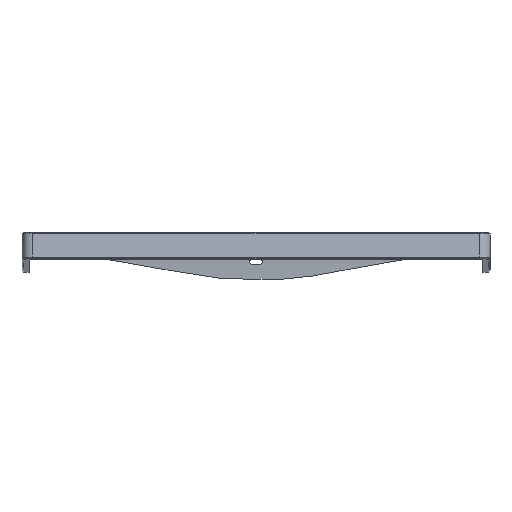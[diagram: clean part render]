
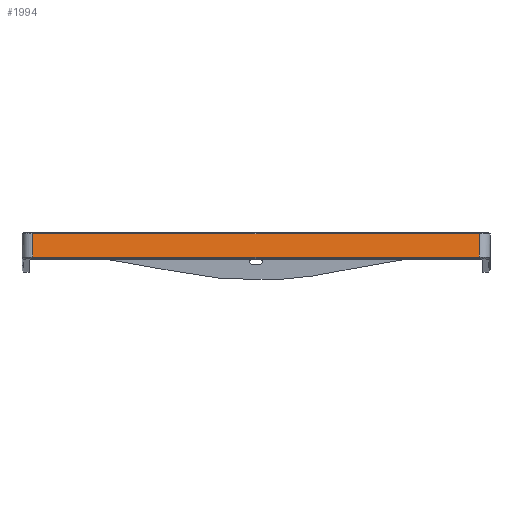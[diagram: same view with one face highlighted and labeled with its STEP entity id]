
A CAD part, top view. The second image highlights one B-rep face of the part: STEP entity #1994.
In plain terms, the highlighted planar face has unit normal (0, 0.131, 0.991).
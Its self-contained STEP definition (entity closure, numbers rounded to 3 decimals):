
#202 = VERTEX_POINT ( 'NONE', #3051 ) ;
#471 = DIRECTION ( 'NONE',  ( 0., -0.991, 0.131 ) ) ;
#973 = AXIS2_PLACEMENT_3D ( 'NONE', #10397, #10292, #5380 ) ;
#988 = ORIENTED_EDGE ( 'NONE', *, *, #2467, .T. ) ;
#1207 = VERTEX_POINT ( 'NONE', #5831 ) ;
#1224 = VERTEX_POINT ( 'NONE', #7589 ) ;
#1328 = VERTEX_POINT ( 'NONE', #2011 ) ;
#1518 = VECTOR ( 'NONE', #10159, 1000. ) ;
#1706 = LINE ( 'NONE', #9836, #4863 ) ;
#1994 = ADVANCED_FACE ( 'NONE', ( #3237 ), #2182, .F. ) ;
#2011 = CARTESIAN_POINT ( 'NONE',  ( -155., -17.009, 77.369 ) ) ;
#2182 = PLANE ( 'NONE',  #973 ) ;
#2467 = EDGE_CURVE ( 'NONE', #1328, #202, #1706, .T. ) ;
#2543 = DIRECTION ( 'NONE',  ( 1., 0., 0. ) ) ;
#2897 = EDGE_CURVE ( 'NONE', #1207, #1224, #9353, .T. ) ;
#2983 = ORIENTED_EDGE ( 'NONE', *, *, #6426, .T. ) ;
#3051 = CARTESIAN_POINT ( 'NONE',  ( 155., -17.009, 77.369 ) ) ;
#3237 = FACE_OUTER_BOUND ( 'NONE', #3572, .T. ) ;
#3572 = EDGE_LOOP ( 'NONE', ( #9239, #988, #2983, #8241 ) ) ;
#3737 = CARTESIAN_POINT ( 'NONE',  ( -162.5, -0.869, 75.245 ) ) ;
#3788 = VECTOR ( 'NONE', #4294, 1000. ) ;
#4294 = DIRECTION ( 'NONE',  ( 0., 0.991, -0.131 ) ) ;
#4861 = VECTOR ( 'NONE', #471, 1000. ) ;
#4863 = VECTOR ( 'NONE', #2543, 1000. ) ;
#5380 = DIRECTION ( 'NONE',  ( 0., 0.991, -0.131 ) ) ;
#5831 = CARTESIAN_POINT ( 'NONE',  ( 155., -0.869, 75.245 ) ) ;
#6426 = EDGE_CURVE ( 'NONE', #202, #1207, #7458, .T. ) ;
#6872 = LINE ( 'NONE', #8347, #4861 ) ;
#7336 = EDGE_CURVE ( 'NONE', #1224, #1328, #6872, .T. ) ;
#7458 = LINE ( 'NONE', #7507, #3788 ) ;
#7507 = CARTESIAN_POINT ( 'NONE',  ( 155., 0., 75.13 ) ) ;
#7589 = CARTESIAN_POINT ( 'NONE',  ( -155., -0.869, 75.245 ) ) ;
#8241 = ORIENTED_EDGE ( 'NONE', *, *, #2897, .T. ) ;
#8347 = CARTESIAN_POINT ( 'NONE',  ( -155., -18., 77.5 ) ) ;
#9239 = ORIENTED_EDGE ( 'NONE', *, *, #7336, .T. ) ;
#9353 = LINE ( 'NONE', #3737, #1518 ) ;
#9836 = CARTESIAN_POINT ( 'NONE',  ( 155., -17.009, 77.369 ) ) ;
#10159 = DIRECTION ( 'NONE',  ( -1., 0., 0. ) ) ;
#10292 = DIRECTION ( 'NONE',  ( 0., -0.131, -0.991 ) ) ;
#10397 = CARTESIAN_POINT ( 'NONE',  ( -162.5, -18., 77.5 ) ) ;
